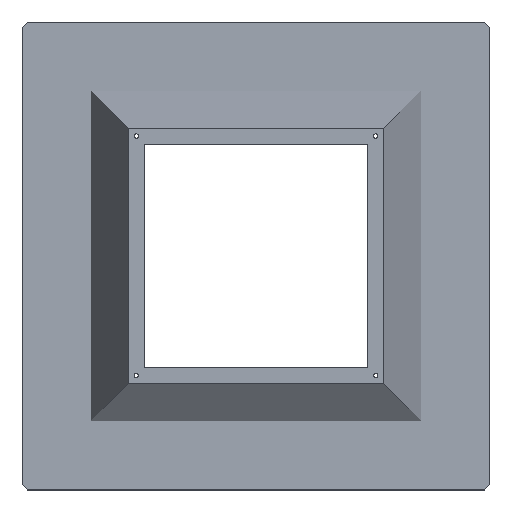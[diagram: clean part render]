
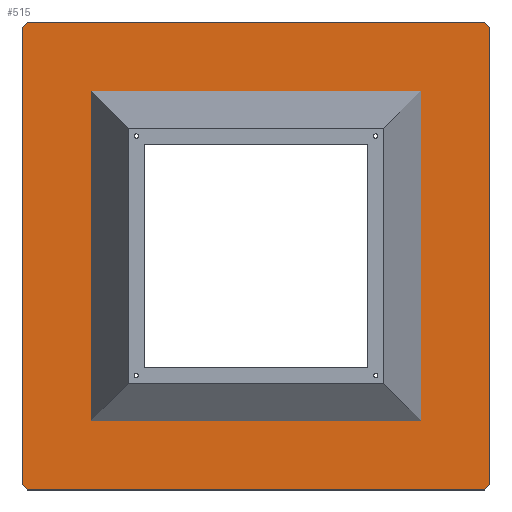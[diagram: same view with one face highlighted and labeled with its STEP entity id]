
A CAD part, top view. The second image highlights one B-rep face of the part: STEP entity #515.
In plain terms, the highlighted planar face has unit normal (0, 0, 1).
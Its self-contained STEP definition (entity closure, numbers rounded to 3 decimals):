
#17 = EDGE_CURVE ( 'NONE', #759, #126, #739, .T. ) ;
#23 = ORIENTED_EDGE ( 'NONE', *, *, #790, .T. ) ;
#49 = VERTEX_POINT ( 'NONE', #79 ) ;
#50 = VECTOR ( 'NONE', #1060, 1000. ) ;
#56 = LINE ( 'NONE', #248, #717 ) ;
#59 = ORIENTED_EDGE ( 'NONE', *, *, #774, .T. ) ;
#69 = CARTESIAN_POINT ( 'NONE',  ( -310., 310., 0. ) ) ;
#75 = CARTESIAN_POINT ( 'NONE',  ( 440., 440., 0. ) ) ;
#79 = CARTESIAN_POINT ( 'NONE',  ( -440., 430., 0. ) ) ;
#81 = VERTEX_POINT ( 'NONE', #519 ) ;
#98 = VERTEX_POINT ( 'NONE', #513 ) ;
#106 = CARTESIAN_POINT ( 'NONE',  ( -430., -440., 0. ) ) ;
#126 = VERTEX_POINT ( 'NONE', #455 ) ;
#128 = VERTEX_POINT ( 'NONE', #189 ) ;
#131 = DIRECTION ( 'NONE',  ( 1., 0., 0. ) ) ;
#149 = CARTESIAN_POINT ( 'NONE',  ( -310., -310., 0. ) ) ;
#154 = DIRECTION ( 'NONE',  ( 0.707, 0.707, 0. ) ) ;
#167 = FACE_BOUND ( 'NONE', #1099, .T. ) ;
#189 = CARTESIAN_POINT ( 'NONE',  ( -310., 310., 0. ) ) ;
#192 = CARTESIAN_POINT ( 'NONE',  ( -440., -430., 0. ) ) ;
#214 = DIRECTION ( 'NONE',  ( 0.707, -0.707, 0. ) ) ;
#219 = CARTESIAN_POINT ( 'NONE',  ( 440., -430., 0. ) ) ;
#227 = LINE ( 'NONE', #149, #1004 ) ;
#234 = DIRECTION ( 'NONE',  ( 0., 1., 0. ) ) ;
#243 = VERTEX_POINT ( 'NONE', #106 ) ;
#248 = CARTESIAN_POINT ( 'NONE',  ( -440., 440., 0. ) ) ;
#262 = CARTESIAN_POINT ( 'NONE',  ( 440., 430., 0. ) ) ;
#289 = VECTOR ( 'NONE', #154, 1000. ) ;
#295 = CARTESIAN_POINT ( 'NONE',  ( 440., 440., 0. ) ) ;
#313 = VERTEX_POINT ( 'NONE', #649 ) ;
#335 = CARTESIAN_POINT ( 'NONE',  ( 0., 0., 0. ) ) ;
#344 = LINE ( 'NONE', #75, #849 ) ;
#348 = EDGE_CURVE ( 'NONE', #98, #313, #780, .T. ) ;
#370 = VERTEX_POINT ( 'NONE', #841 ) ;
#376 = VECTOR ( 'NONE', #677, 1000. ) ;
#387 = VERTEX_POINT ( 'NONE', #219 ) ;
#390 = CARTESIAN_POINT ( 'NONE',  ( 310., 310., 0. ) ) ;
#407 = LINE ( 'NONE', #846, #1115 ) ;
#428 = ORIENTED_EDGE ( 'NONE', *, *, #732, .T. ) ;
#441 = ORIENTED_EDGE ( 'NONE', *, *, #17, .T. ) ;
#453 = EDGE_LOOP ( 'NONE', ( #1069, #428, #906, #23, #745, #441, #59, #681 ) ) ;
#455 = CARTESIAN_POINT ( 'NONE',  ( 430., 440., 0. ) ) ;
#462 = LINE ( 'NONE', #466, #873 ) ;
#466 = CARTESIAN_POINT ( 'NONE',  ( 440., -440., 0. ) ) ;
#478 = ORIENTED_EDGE ( 'NONE', *, *, #586, .F. ) ;
#503 = DIRECTION ( 'NONE',  ( 1., 0., 0. ) ) ;
#512 = DIRECTION ( 'NONE',  ( 0., 0., -1. ) ) ;
#513 = CARTESIAN_POINT ( 'NONE',  ( 310., -310., 0. ) ) ;
#515 = ADVANCED_FACE ( 'NONE', ( #953, #167 ), #1093, .F. ) ;
#519 = CARTESIAN_POINT ( 'NONE',  ( -310., -310., 0. ) ) ;
#563 = VECTOR ( 'NONE', #900, 1000. ) ;
#579 = EDGE_CURVE ( 'NONE', #370, #49, #407, .T. ) ;
#584 = DIRECTION ( 'NONE',  ( -0.707, -0.707, 0. ) ) ;
#586 = EDGE_CURVE ( 'NONE', #313, #128, #640, .T. ) ;
#607 = CARTESIAN_POINT ( 'NONE',  ( 430., -440., 0. ) ) ;
#626 = LINE ( 'NONE', #905, #289 ) ;
#640 = LINE ( 'NONE', #69, #376 ) ;
#649 = CARTESIAN_POINT ( 'NONE',  ( 310., 310., 0. ) ) ;
#658 = EDGE_CURVE ( 'NONE', #387, #759, #344, .T. ) ;
#677 = DIRECTION ( 'NONE',  ( -1., 0., 0. ) ) ;
#681 = ORIENTED_EDGE ( 'NONE', *, *, #579, .T. ) ;
#697 = LINE ( 'NONE', #914, #563 ) ;
#700 = VECTOR ( 'NONE', #874, 1000. ) ;
#716 = CARTESIAN_POINT ( 'NONE',  ( -440., -430., 0. ) ) ;
#717 = VECTOR ( 'NONE', #864, 1000. ) ;
#732 = EDGE_CURVE ( 'NONE', #993, #243, #777, .T. ) ;
#738 = EDGE_CURVE ( 'NONE', #128, #81, #697, .T. ) ;
#739 = LINE ( 'NONE', #262, #700 ) ;
#745 = ORIENTED_EDGE ( 'NONE', *, *, #658, .T. ) ;
#759 = VERTEX_POINT ( 'NONE', #819 ) ;
#763 = ORIENTED_EDGE ( 'NONE', *, *, #838, .F. ) ;
#774 = EDGE_CURVE ( 'NONE', #126, #370, #1087, .T. ) ;
#777 = LINE ( 'NONE', #716, #820 ) ;
#780 = LINE ( 'NONE', #390, #50 ) ;
#790 = EDGE_CURVE ( 'NONE', #947, #387, #626, .T. ) ;
#819 = CARTESIAN_POINT ( 'NONE',  ( 440., 430., 0. ) ) ;
#820 = VECTOR ( 'NONE', #214, 1000. ) ;
#838 = EDGE_CURVE ( 'NONE', #81, #98, #227, .T. ) ;
#841 = CARTESIAN_POINT ( 'NONE',  ( -430., 440., 0. ) ) ;
#846 = CARTESIAN_POINT ( 'NONE',  ( -430., 440., 0. ) ) ;
#849 = VECTOR ( 'NONE', #234, 1000. ) ;
#864 = DIRECTION ( 'NONE',  ( 0., -1., 0. ) ) ;
#865 = VECTOR ( 'NONE', #1074, 1000. ) ;
#873 = VECTOR ( 'NONE', #131, 1000. ) ;
#874 = DIRECTION ( 'NONE',  ( -0.707, 0.707, 0. ) ) ;
#900 = DIRECTION ( 'NONE',  ( 0., -1., 0. ) ) ;
#905 = CARTESIAN_POINT ( 'NONE',  ( 430., -440., 0. ) ) ;
#906 = ORIENTED_EDGE ( 'NONE', *, *, #1100, .T. ) ;
#907 = ORIENTED_EDGE ( 'NONE', *, *, #738, .F. ) ;
#911 = EDGE_CURVE ( 'NONE', #49, #993, #56, .T. ) ;
#914 = CARTESIAN_POINT ( 'NONE',  ( -310., 310., 0. ) ) ;
#947 = VERTEX_POINT ( 'NONE', #607 ) ;
#953 = FACE_OUTER_BOUND ( 'NONE', #453, .T. ) ;
#993 = VERTEX_POINT ( 'NONE', #192 ) ;
#995 = AXIS2_PLACEMENT_3D ( 'NONE', #335, #512, #1108 ) ;
#1004 = VECTOR ( 'NONE', #503, 1000. ) ;
#1060 = DIRECTION ( 'NONE',  ( 0., 1., 0. ) ) ;
#1069 = ORIENTED_EDGE ( 'NONE', *, *, #911, .T. ) ;
#1074 = DIRECTION ( 'NONE',  ( -1., 0., 0. ) ) ;
#1087 = LINE ( 'NONE', #295, #865 ) ;
#1093 = PLANE ( 'NONE',  #995 ) ;
#1099 = EDGE_LOOP ( 'NONE', ( #1111, #763, #907, #478 ) ) ;
#1100 = EDGE_CURVE ( 'NONE', #243, #947, #462, .T. ) ;
#1108 = DIRECTION ( 'NONE',  ( -1., 0., 0. ) ) ;
#1111 = ORIENTED_EDGE ( 'NONE', *, *, #348, .F. ) ;
#1115 = VECTOR ( 'NONE', #584, 1000. ) ;
